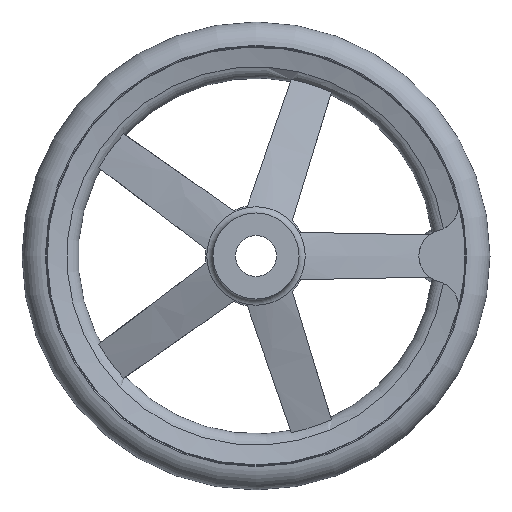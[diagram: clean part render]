
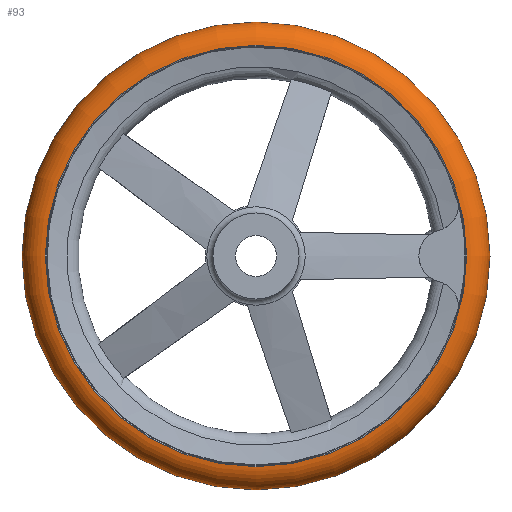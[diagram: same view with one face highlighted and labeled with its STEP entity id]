
A CAD part, front view. The second image highlights one B-rep face of the part: STEP entity #93.
In plain terms, the highlighted toroidal (fillet/blend) face has major radius 112 mm and minor radius 13 mm.
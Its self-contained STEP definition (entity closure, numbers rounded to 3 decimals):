
#93 = ADVANCED_FACE( '', ( #223, #224, #225 ), #226, .T. );
#223 = FACE_BOUND( '', #404, .T. );
#224 = FACE_OUTER_BOUND( '', #405, .T. );
#225 = FACE_OUTER_BOUND( '', #406, .T. );
#226 = TOROIDAL_SURFACE( '', #407, 112., 13. );
#404 = VERTEX_LOOP( '', #654 );
#405 = EDGE_LOOP( '', ( #655 ) );
#406 = EDGE_LOOP( '', ( #656 ) );
#407 = AXIS2_PLACEMENT_3D( '', #657, #658, #659 );
#654 = VERTEX_POINT( '', #1057 );
#655 = ORIENTED_EDGE( '', *, *, #1058, .T. );
#656 = ORIENTED_EDGE( '', *, *, #1035, .F. );
#657 = CARTESIAN_POINT( '', ( 0., 37., 0. ) );
#658 = DIRECTION( '', ( 0., -1., 0. ) );
#659 = DIRECTION( '', ( 0., 0., -1. ) );
#1035 = EDGE_CURVE( '', #1222, #1222, #1223, .T. );
#1057 = CARTESIAN_POINT( '', ( 0., 37., -125. ) );
#1058 = EDGE_CURVE( '', #1260, #1260, #1261, .T. );
#1222 = VERTEX_POINT( '', #1551 );
#1223 = CIRCLE( '', #1552, 112.542 );
#1260 = VERTEX_POINT( '', #1638 );
#1261 = CIRCLE( '', #1639, 112.542 );
#1551 = CARTESIAN_POINT( '', ( 0., 24.011, -112.542 ) );
#1552 = AXIS2_PLACEMENT_3D( '', #2306, #2307, #2308 );
#1638 = CARTESIAN_POINT( '', ( 0., 49.989, -112.542 ) );
#1639 = AXIS2_PLACEMENT_3D( '', #2333, #2334, #2335 );
#2306 = CARTESIAN_POINT( '', ( 0., 24.011, 0. ) );
#2307 = DIRECTION( '', ( 0., -1., 0. ) );
#2308 = DIRECTION( '', ( 0., 0., -1. ) );
#2333 = CARTESIAN_POINT( '', ( 0., 49.989, 0. ) );
#2334 = DIRECTION( '', ( 0., -1., 0. ) );
#2335 = DIRECTION( '', ( 0., 0., -1. ) );
